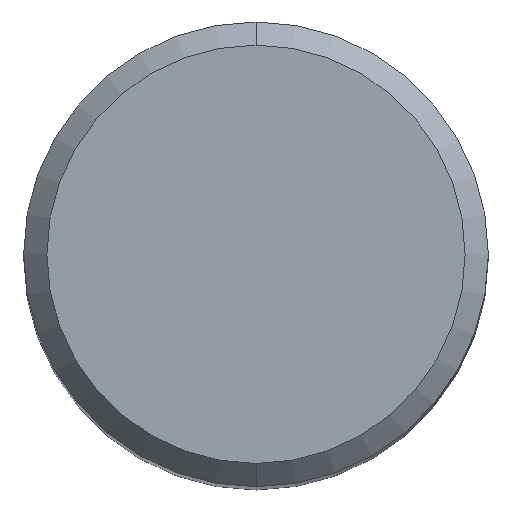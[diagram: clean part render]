
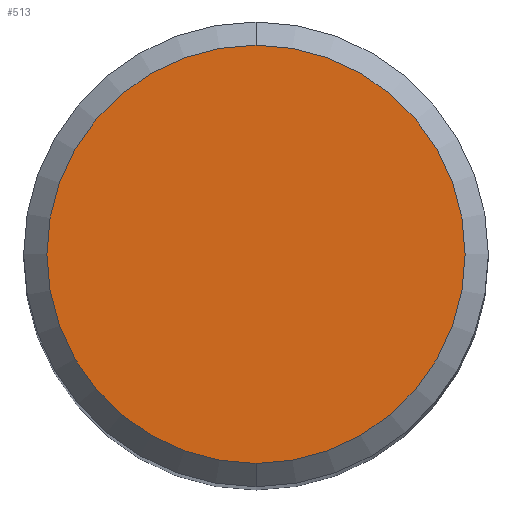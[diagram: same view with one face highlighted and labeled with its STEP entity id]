
A CAD part, top view. The second image highlights one B-rep face of the part: STEP entity #513.
In plain terms, the highlighted planar face has unit normal (0, 0, 1).
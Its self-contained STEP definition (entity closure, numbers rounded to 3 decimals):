
#513=ADVANCED_FACE('',(#1172),#1173,.T.);
#645=VERTEX_POINT('',#1315);
#879=VERTEX_POINT('',#1565);
#887=EDGE_CURVE('',#645,#879,#1574,.T.);
#909=EDGE_CURVE('',#879,#645,#1598,.T.);
#1172=FACE_OUTER_BOUND('',#5104,.T.);
#1173=PLANE('',#5105);
#1315=CARTESIAN_POINT('',(0.0,5.4,0.));
#1565=CARTESIAN_POINT('',(0.,-5.4,0.));
#1574=CIRCLE('',#9139,5.4);
#1598=CIRCLE('',#9330,5.4);
#5104=EDGE_LOOP('',(#9934,#9935));
#5105=AXIS2_PLACEMENT_3D('',#9936,#9937,#9938);
#9139=AXIS2_PLACEMENT_3D('',#10282,#10283,#10284);
#9330=AXIS2_PLACEMENT_3D('',#10302,#10303,#10304);
#9934=ORIENTED_EDGE('',*,*,#887,.F.);
#9935=ORIENTED_EDGE('',*,*,#909,.F.);
#9936=CARTESIAN_POINT('',(0.0,2.7,0.));
#9937=DIRECTION('',(-0.0,0.0,1.0));
#9938=DIRECTION('',(0.0,-1.0,0.0));
#10282=CARTESIAN_POINT('',(0.0,0.0,0.));
#10283=DIRECTION('',(0.0,0.0,-1.0));
#10284=DIRECTION('',(0.0,1.0,0.0));
#10302=CARTESIAN_POINT('',(0.0,0.0,0.));
#10303=DIRECTION('',(0.0,0.0,-1.0));
#10304=DIRECTION('',(0.0,1.0,0.0));
